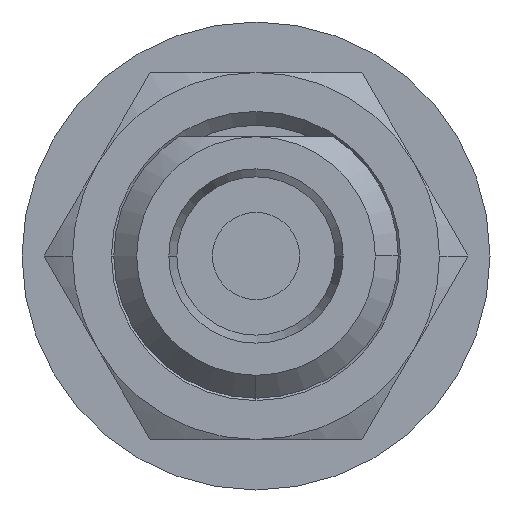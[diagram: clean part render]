
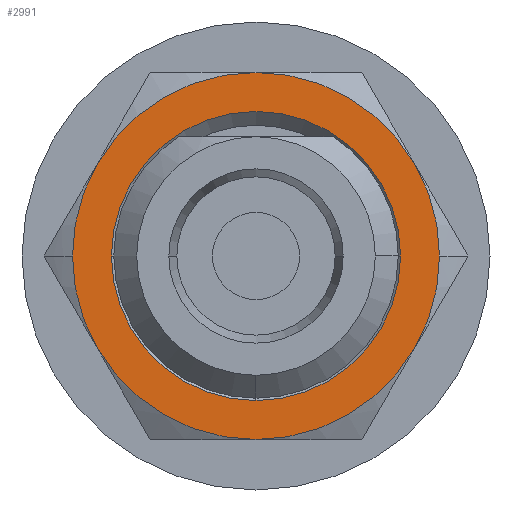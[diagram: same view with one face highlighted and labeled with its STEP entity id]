
A CAD part, left-side view. The second image highlights one B-rep face of the part: STEP entity #2991.
In plain terms, the highlighted planar face has unit normal (-1, 0, 0).
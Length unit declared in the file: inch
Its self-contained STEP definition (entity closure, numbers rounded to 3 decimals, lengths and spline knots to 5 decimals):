
#65 = CIRCLE ( 'NONE', #526, 0.15748 ) ;
#78 = CARTESIAN_POINT ( 'NONE',  ( 0., 0.15748, 0. ) ) ;
#128 = ORIENTED_EDGE ( 'NONE', *, *, #2375, .T. ) ;
#197 = EDGE_CURVE ( 'NONE', #1936, #251, #917, .T. ) ;
#219 = EDGE_CURVE ( 'NONE', #825, #1429, #3930, .T. ) ;
#251 = VERTEX_POINT ( 'NONE', #1815 ) ;
#378 = AXIS2_PLACEMENT_3D ( 'NONE', #1399, #2144, #1321 ) ;
#466 = DIRECTION ( 'NONE',  ( 0., 1., 0. ) ) ;
#526 = AXIS2_PLACEMENT_3D ( 'NONE', #4630, #1767, #3542 ) ;
#576 = CARTESIAN_POINT ( 'NONE',  ( 0., -0.13638, -0.07874 ) ) ;
#607 = DIRECTION ( 'NONE',  ( 0., -1., 0. ) ) ;
#656 = ORIENTED_EDGE ( 'NONE', *, *, #2219, .T. ) ;
#701 = FACE_BOUND ( 'NONE', #1252, .T. ) ;
#707 = AXIS2_PLACEMENT_3D ( 'NONE', #1251, #3763, #3839 ) ;
#721 = VERTEX_POINT ( 'NONE', #835 ) ;
#724 = DIRECTION ( 'NONE',  ( 1., 0., 0. ) ) ;
#795 = CARTESIAN_POINT ( 'NONE',  ( 0., 0., -0.15748 ) ) ;
#825 = VERTEX_POINT ( 'NONE', #4447 ) ;
#828 = DIRECTION ( 'NONE',  ( -1., 0., 0. ) ) ;
#835 = CARTESIAN_POINT ( 'NONE',  ( 0., 0.13638, -0.07874 ) ) ;
#913 = VERTEX_POINT ( 'NONE', #916 ) ;
#916 = CARTESIAN_POINT ( 'NONE',  ( 0., -0.15748, 0. ) ) ;
#917 = CIRCLE ( 'NONE', #2402, 0.15748 ) ;
#1052 = EDGE_CURVE ( 'NONE', #1515, #2616, #4084, .T. ) ;
#1070 = EDGE_CURVE ( 'NONE', #825, #1936, #65, .T. ) ;
#1077 = DIRECTION ( 'NONE',  ( 1., 0., 0. ) ) ;
#1122 = DIRECTION ( 'NONE',  ( 0., 1., 0. ) ) ;
#1195 = CARTESIAN_POINT ( 'NONE',  ( 0., 0., 0.15748 ) ) ;
#1224 = DIRECTION ( 'NONE',  ( 1., 0., 0. ) ) ;
#1251 = CARTESIAN_POINT ( 'NONE',  ( 0., 0., 0. ) ) ;
#1252 = EDGE_LOOP ( 'NONE', ( #4454, #2111, #1343 ) ) ;
#1289 = DIRECTION ( 'NONE',  ( 0., 0.866, 0.5 ) ) ;
#1306 = DIRECTION ( 'NONE',  ( 0., 0., -1. ) ) ;
#1321 = DIRECTION ( 'NONE',  ( 0., -0.866, -0.5 ) ) ;
#1323 = CIRCLE ( 'NONE', #4173, 0.12402 ) ;
#1343 = ORIENTED_EDGE ( 'NONE', *, *, #3606, .T. ) ;
#1389 = DIRECTION ( 'NONE',  ( 1., 0., 0. ) ) ;
#1399 = CARTESIAN_POINT ( 'NONE',  ( 0., 0., 0. ) ) ;
#1429 = VERTEX_POINT ( 'NONE', #78 ) ;
#1515 = VERTEX_POINT ( 'NONE', #3498 ) ;
#1552 = AXIS2_PLACEMENT_3D ( 'NONE', #2395, #1744, #607 ) ;
#1560 = CIRCLE ( 'NONE', #2192, 0.15748 ) ;
#1602 = EDGE_LOOP ( 'NONE', ( #3826, #4072, #656, #3938, #3004, #1691, #1882, #128 ) ) ;
#1691 = ORIENTED_EDGE ( 'NONE', *, *, #1070, .F. ) ;
#1711 = CIRCLE ( 'NONE', #378, 0.15748 ) ;
#1744 = DIRECTION ( 'NONE',  ( 1., 0., 0. ) ) ;
#1767 = DIRECTION ( 'NONE',  ( 1., 0., 0. ) ) ;
#1807 = CIRCLE ( 'NONE', #707, 0.15748 ) ;
#1815 = CARTESIAN_POINT ( 'NONE',  ( 0., -0.13638, 0.07874 ) ) ;
#1855 = DIRECTION ( 'NONE',  ( 0., -1., 0. ) ) ;
#1862 = AXIS2_PLACEMENT_3D ( 'NONE', #4065, #2569, #4411 ) ;
#1882 = ORIENTED_EDGE ( 'NONE', *, *, #219, .T. ) ;
#1936 = VERTEX_POINT ( 'NONE', #1195 ) ;
#2111 = ORIENTED_EDGE ( 'NONE', *, *, #2992, .T. ) ;
#2144 = DIRECTION ( 'NONE',  ( -1., 0., 0. ) ) ;
#2192 = AXIS2_PLACEMENT_3D ( 'NONE', #4679, #3610, #1306 ) ;
#2219 = EDGE_CURVE ( 'NONE', #2826, #913, #1711, .T. ) ;
#2224 = CARTESIAN_POINT ( 'NONE',  ( 0., 0., 0. ) ) ;
#2328 = CARTESIAN_POINT ( 'NONE',  ( 0., 0., 0. ) ) ;
#2332 = CARTESIAN_POINT ( 'NONE',  ( 0., 0., 0. ) ) ;
#2375 = EDGE_CURVE ( 'NONE', #1429, #721, #3477, .T. ) ;
#2395 = CARTESIAN_POINT ( 'NONE',  ( 0., 0., 0. ) ) ;
#2402 = AXIS2_PLACEMENT_3D ( 'NONE', #4324, #1389, #4734 ) ;
#2569 = DIRECTION ( 'NONE',  ( -1., 0., 0. ) ) ;
#2616 = VERTEX_POINT ( 'NONE', #3354 ) ;
#2627 = FACE_OUTER_BOUND ( 'NONE', #1602, .T. ) ;
#2648 = PLANE ( 'NONE',  #3940 ) ;
#2650 = VERTEX_POINT ( 'NONE', #2699 ) ;
#2654 = CIRCLE ( 'NONE', #4105, 0.15748 ) ;
#2699 = CARTESIAN_POINT ( 'NONE',  ( 0., 0.12402, 0. ) ) ;
#2818 = EDGE_CURVE ( 'NONE', #3068, #721, #1560, .T. ) ;
#2826 = VERTEX_POINT ( 'NONE', #576 ) ;
#2991 = ADVANCED_FACE ( 'NONE', ( #701, #2627 ), #2648, .F. ) ;
#2992 = EDGE_CURVE ( 'NONE', #2616, #2650, #3637, .T. ) ;
#3004 = ORIENTED_EDGE ( 'NONE', *, *, #197, .F. ) ;
#3068 = VERTEX_POINT ( 'NONE', #795 ) ;
#3354 = CARTESIAN_POINT ( 'NONE',  ( 0., 0., -0.12402 ) ) ;
#3359 = DIRECTION ( 'NONE',  ( 0., -0.866, -0.5 ) ) ;
#3477 = CIRCLE ( 'NONE', #3557, 0.15748 ) ;
#3478 = EDGE_CURVE ( 'NONE', #2826, #3068, #1807, .T. ) ;
#3496 = DIRECTION ( 'NONE',  ( -1., 0., 0. ) ) ;
#3498 = CARTESIAN_POINT ( 'NONE',  ( 0., -0.12402, 0. ) ) ;
#3542 = DIRECTION ( 'NONE',  ( 0., 0.866, 0.5 ) ) ;
#3557 = AXIS2_PLACEMENT_3D ( 'NONE', #4140, #3496, #1289 ) ;
#3606 = EDGE_CURVE ( 'NONE', #2650, #1515, #1323, .T. ) ;
#3610 = DIRECTION ( 'NONE',  ( 1., 0., 0. ) ) ;
#3637 = CIRCLE ( 'NONE', #4533, 0.12402 ) ;
#3697 = CARTESIAN_POINT ( 'NONE',  ( 0., 0., 0. ) ) ;
#3763 = DIRECTION ( 'NONE',  ( 1., 0., 0. ) ) ;
#3826 = ORIENTED_EDGE ( 'NONE', *, *, #2818, .F. ) ;
#3839 = DIRECTION ( 'NONE',  ( 0., -0.866, -0.5 ) ) ;
#3930 = CIRCLE ( 'NONE', #1862, 0.15748 ) ;
#3938 = ORIENTED_EDGE ( 'NONE', *, *, #3952, .T. ) ;
#3940 = AXIS2_PLACEMENT_3D ( 'NONE', #3697, #724, #1122 ) ;
#3952 = EDGE_CURVE ( 'NONE', #913, #251, #2654, .T. ) ;
#4065 = CARTESIAN_POINT ( 'NONE',  ( 0., 0., 0. ) ) ;
#4072 = ORIENTED_EDGE ( 'NONE', *, *, #3478, .F. ) ;
#4084 = CIRCLE ( 'NONE', #1552, 0.12402 ) ;
#4105 = AXIS2_PLACEMENT_3D ( 'NONE', #2328, #828, #3359 ) ;
#4140 = CARTESIAN_POINT ( 'NONE',  ( 0., 0., 0. ) ) ;
#4173 = AXIS2_PLACEMENT_3D ( 'NONE', #2332, #1224, #466 ) ;
#4324 = CARTESIAN_POINT ( 'NONE',  ( 0., 0., 0. ) ) ;
#4411 = DIRECTION ( 'NONE',  ( 0., 0.866, 0.5 ) ) ;
#4447 = CARTESIAN_POINT ( 'NONE',  ( 0., 0.13638, 0.07874 ) ) ;
#4454 = ORIENTED_EDGE ( 'NONE', *, *, #1052, .T. ) ;
#4533 = AXIS2_PLACEMENT_3D ( 'NONE', #2224, #1077, #1855 ) ;
#4630 = CARTESIAN_POINT ( 'NONE',  ( 0., 0., 0. ) ) ;
#4679 = CARTESIAN_POINT ( 'NONE',  ( 0., 0., 0. ) ) ;
#4734 = DIRECTION ( 'NONE',  ( 0., 0., 1. ) ) ;
